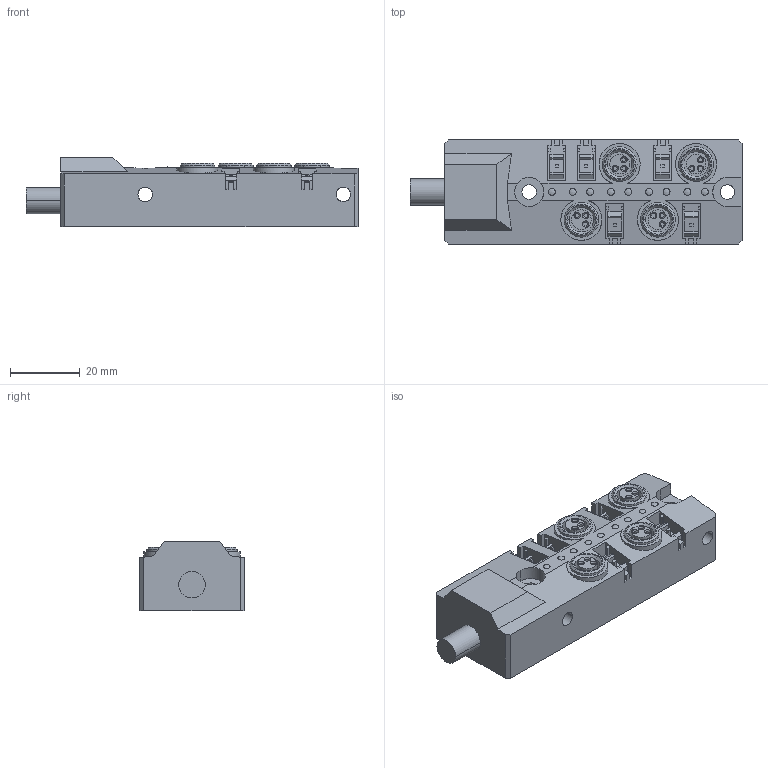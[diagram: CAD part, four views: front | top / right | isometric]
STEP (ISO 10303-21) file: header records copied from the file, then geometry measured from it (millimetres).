
FILE_DESCRIPTION((''),'2;1');
FILE_NAME('CAD-7138','2021-02-03T10:37:37',('creinig-se'),(''),'CREO PARAMETRIC BY PTC INC, 2019292','CREO PARAMETRIC BY PTC INC, 2019292','');
FILE_SCHEMA(('CONFIG_CONTROL_DESIGN','SHAPE_APPEARANCE_LAYERS_GROUPS'));
Length unit declared in the file: millimetre
Products named in the file (1): CAD-7138
Bounding box: 95.5 x 30 x 20 mm (x, y, z)
Volume: 40031.5 mm3; surface area: 13127.6 mm2
Topology: 1 solids, 1 shells, 366 faces, 960 edges, 640 vertices
Faces by surface type: plane 240, cylinder 77, cone 40, sphere 9
Entity records: 15566 total; most frequent: CARTESIAN_POINT 2272, ORIENTED_EDGE 1920, DIRECTION 1902, PRESENTATION_STYLE_ASSIGNMENT 1050, STYLED_ITEM 962, CURVE_STYLE 961, EDGE_CURVE 960, VECTOR 708
